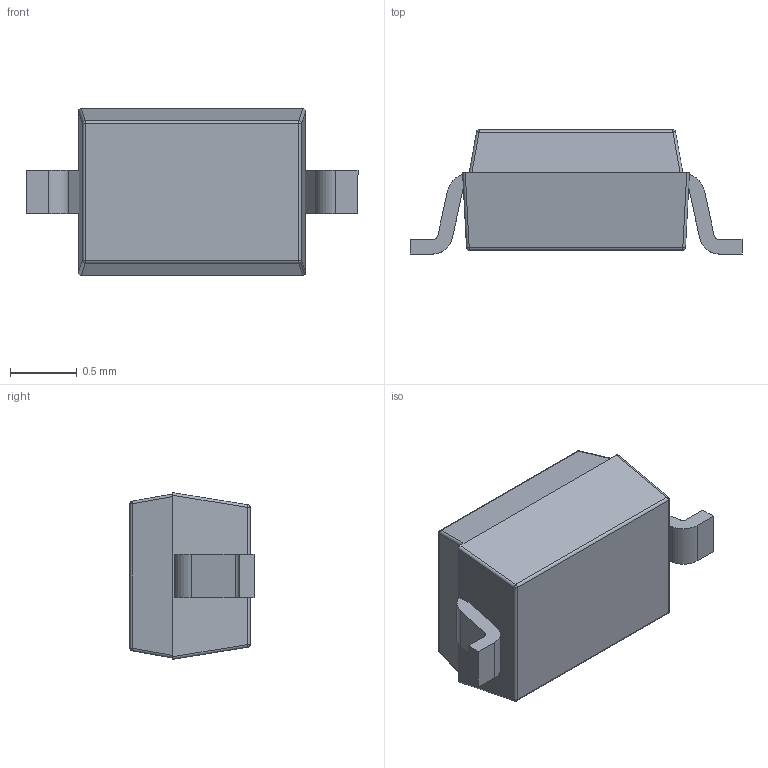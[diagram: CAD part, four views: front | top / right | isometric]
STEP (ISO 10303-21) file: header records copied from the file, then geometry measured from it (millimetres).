
FILE_DESCRIPTION (( '3D model for products with SOD323 package' ), '1' );
FILE_NAME ('SOD323.STEP', '2022-11-04T01:12:09', ( 'Packaging R&D' ), ( 'Nexperia' ), 'SwSTEP 2.0', 'SolidWorks 2022', '' );
FILE_SCHEMA (( 'AUTOMOTIVE_DESIGN' ));
Length unit declared in the file: millimetre
Products named in the file (4): SOD323 Upper body; SOD323; SOD323 Lower body; SOD323 Lead
Assembly tree (4 placements, depth 2):
  SOD323
    SOD323 Lower body
    SOD323 Lead  x2
    SOD323 Upper body
Bounding box: 2.49 x 0.93 x 1.25 mm (x, y, z)
Volume: 1.7 mm3; surface area: 14.5 mm2
Topology: 4 solids, 4 shells, 102 faces, 257 edges, 158 vertices
Faces by surface type: plane 55, cylinder 39, sphere 8
Entity records: 2873 total; most frequent: CARTESIAN_POINT 472, DIRECTION 464, ORIENTED_EDGE 432, EDGE_CURVE 216, AXIS2_PLACEMENT_3D 160, LINE 144, VECTOR 144, VERTEX_POINT 136
